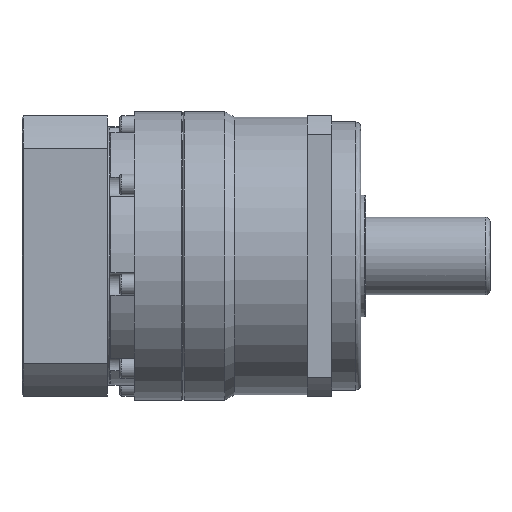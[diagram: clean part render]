
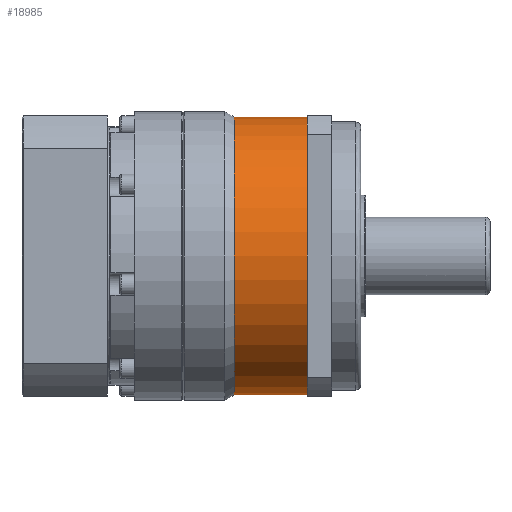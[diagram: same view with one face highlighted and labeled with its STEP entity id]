
A CAD part, front view. The second image highlights one B-rep face of the part: STEP entity #18985.
In plain terms, the highlighted cylindrical face has radius 57 mm (diameter 114 mm), a partial arc.
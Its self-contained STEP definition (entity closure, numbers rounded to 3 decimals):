
#292 = VERTEX_POINT ( 'NONE', #16935 ) ;
#1792 = AXIS2_PLACEMENT_3D ( 'NONE', #2774, #14441, #4456 ) ;
#2722 = ORIENTED_EDGE ( 'NONE', *, *, #14060, .T. ) ;
#2774 = CARTESIAN_POINT ( 'NONE',  ( -105., 0., 0. ) ) ;
#2942 = VECTOR ( 'NONE', #7370, 1000. ) ;
#3524 = CIRCLE ( 'NONE', #5972, 57. ) ;
#4456 = DIRECTION ( 'NONE',  ( 0., 0., 1. ) ) ;
#4819 = DIRECTION ( 'NONE',  ( -1., 0., 0. ) ) ;
#5972 = AXIS2_PLACEMENT_3D ( 'NONE', #18221, #8245, #19920 ) ;
#7370 = DIRECTION ( 'NONE',  ( -1., 0., 0. ) ) ;
#7462 = CARTESIAN_POINT ( 'NONE',  ( -90., 0., -57. ) ) ;
#7604 = CYLINDRICAL_SURFACE ( 'NONE', #10796, 57. ) ;
#7876 = CARTESIAN_POINT ( 'NONE',  ( -105., 0., 57. ) ) ;
#8245 = DIRECTION ( 'NONE',  ( -1., 0., 0. ) ) ;
#8250 = DIRECTION ( 'NONE',  ( 0., 0., 1. ) ) ;
#8418 = VERTEX_POINT ( 'NONE', #13276 ) ;
#8744 = EDGE_CURVE ( 'NONE', #8418, #292, #19628, .T. ) ;
#9417 = ORIENTED_EDGE ( 'NONE', *, *, #16777, .T. ) ;
#10796 = AXIS2_PLACEMENT_3D ( 'NONE', #18156, #4819, #8250 ) ;
#11251 = CIRCLE ( 'NONE', #1792, 57. ) ;
#13276 = CARTESIAN_POINT ( 'NONE',  ( -75., 0., -57. ) ) ;
#14060 = EDGE_CURVE ( 'NONE', #20766, #21494, #20718, .T. ) ;
#14119 = FACE_OUTER_BOUND ( 'NONE', #16328, .T. ) ;
#14441 = DIRECTION ( 'NONE',  ( 1., 0., 0. ) ) ;
#16328 = EDGE_LOOP ( 'NONE', ( #18225, #16487, #2722, #9417 ) ) ;
#16487 = ORIENTED_EDGE ( 'NONE', *, *, #21599, .T. ) ;
#16777 = EDGE_CURVE ( 'NONE', #21494, #292, #11251, .T. ) ;
#16935 = CARTESIAN_POINT ( 'NONE',  ( -105., 0., -57. ) ) ;
#17344 = CARTESIAN_POINT ( 'NONE',  ( -90., 0., 57. ) ) ;
#18156 = CARTESIAN_POINT ( 'NONE',  ( -90., 0., 0. ) ) ;
#18221 = CARTESIAN_POINT ( 'NONE',  ( -75., 0., 0. ) ) ;
#18225 = ORIENTED_EDGE ( 'NONE', *, *, #8744, .F. ) ;
#18985 = ADVANCED_FACE ( 'NONE', ( #14119 ), #7604, .T. ) ;
#19104 = VECTOR ( 'NONE', #20818, 1000. ) ;
#19109 = CARTESIAN_POINT ( 'NONE',  ( -75., 0., 57. ) ) ;
#19628 = LINE ( 'NONE', #7462, #19104 ) ;
#19920 = DIRECTION ( 'NONE',  ( 0., 0., 1. ) ) ;
#20718 = LINE ( 'NONE', #17344, #2942 ) ;
#20766 = VERTEX_POINT ( 'NONE', #19109 ) ;
#20818 = DIRECTION ( 'NONE',  ( -1., 0., 0. ) ) ;
#21494 = VERTEX_POINT ( 'NONE', #7876 ) ;
#21599 = EDGE_CURVE ( 'NONE', #8418, #20766, #3524, .T. ) ;
